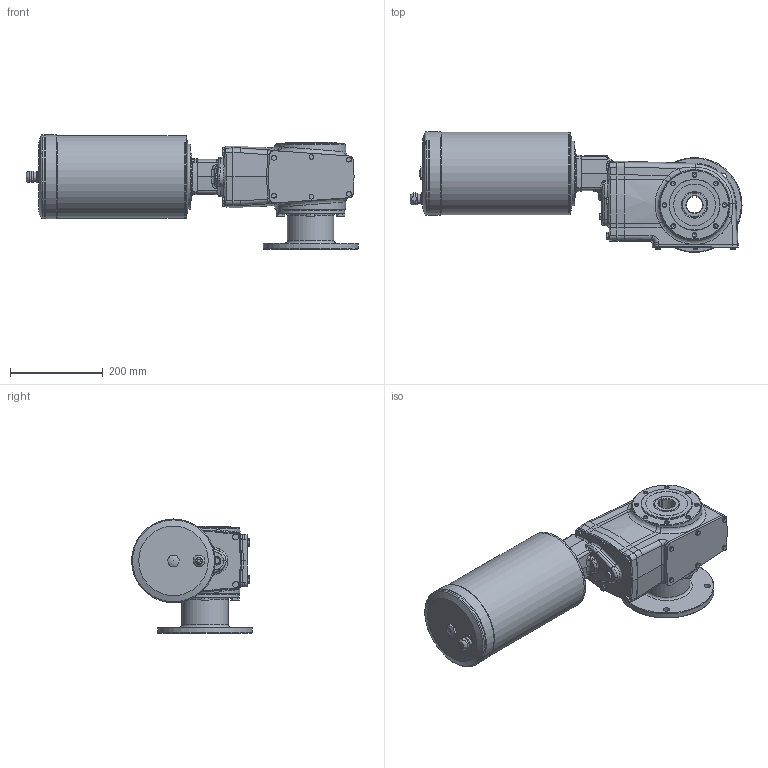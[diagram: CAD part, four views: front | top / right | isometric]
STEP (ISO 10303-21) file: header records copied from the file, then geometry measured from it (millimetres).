
FILE_DESCRIPTION( ( 'Unknown' ), '1' );
FILE_NAME( '7453C3A0A460D83A431520ABD5693F6F.3d.stp', 'Unknown', ( 'Unknown' ), ( 'Unknown' ), 'PSStep 10.1', 'Unknown', ' ' );
FILE_SCHEMA( ( 'AUTOMOTIVE_DESIGN { 1 0 10303 214 1 1 1 1 }' ) );
Length unit declared in the file: millimetre
Products named in the file (1): X63N
Bounding box: 717 x 261 x 246.5 mm (x, y, z)
Volume: 14739916.3 mm3; surface area: 620404 mm2
Topology: 1 solids, 23 shells, 946 faces, 2184 edges, 1347 vertices
Faces by surface type: plane 328, cone 210, cylinder 210, bspline 131, torus 56, revolution 4, extrusion 4, sphere 3
Full cylindrical faces by diameter (mm): 6.647 x8, 7 x1, 8 x4, 8.376 x32, 8.9 x6, 9 x8, 10 x4, 11 x4, 11.6 x6, 13 x8, 13.4 x1, 14 x4, 14.6 x4, 16.662 x1, 18 x1, 20 x1, 24 x1, 30 x1, 47 x1, 57.5 x2, 58 x2, 85 x1, 88 x1, 90 x2, 95 x2, 100 x1, 110 x3, 140 x1, 142 x1, 148 x1
Entity records: 49327 total; most frequent: CARTESIAN_POINT 23106, ORIENTED_EDGE 3622, DIRECTION 3611, EDGE_CURVE 1811, AXIS2_PLACEMENT_3D 1524, EDGE_LOOP 1301, VERTEX_POINT 1252, FACE_OUTER_BOUND 1119
